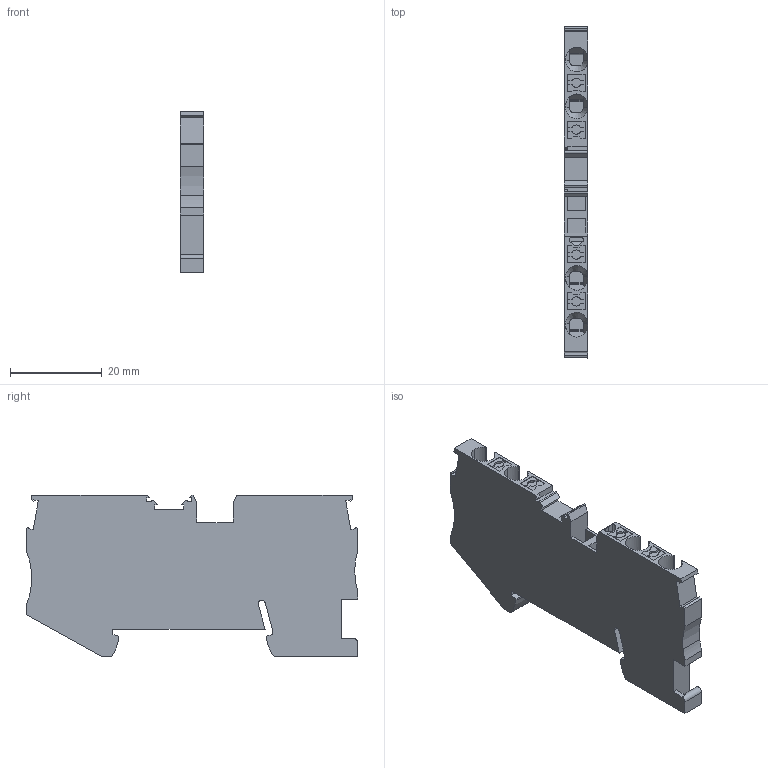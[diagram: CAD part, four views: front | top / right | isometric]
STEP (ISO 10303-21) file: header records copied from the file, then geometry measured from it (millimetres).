
FILE_DESCRIPTION(/* description */ ('Alibre Inc.'),/* implementation_level */ '2;1');
FILE_NAME(/* name */ 'export-A5B9313E-F1C8-45BF-B504-CAAD1AAB9F06',/* time_stamp */ '2020-01-26T10:13:51+01:00',/* author */ (''),/* organization */ (''),/* preprocessor_version */ 'ST-DEVELOPER v17',/* originating_system */ 'Alibre',/* authorisation */ '');
FILE_SCHEMA (('AUTOMOTIVE_DESIGN'));
Length unit declared in the file: millimetre
Bounding box: 5.15 x 72.2 x 35.25 mm (x, y, z)
Volume: 9561.1 mm3; surface area: 6808.7 mm2
Topology: 1 solids, 1 shells, 260 faces, 747 edges, 494 vertices
Faces by surface type: plane 201, cylinder 47, torus 8, cone 4
Entity records: 9110 total; most frequent: CARTESIAN_POINT 2212, ORIENTED_EDGE 1494, DIRECTION 1107, EDGE_CURVE 747, VECTOR 608, LINE 608, VERTEX_POINT 494, AXIS2_PLACEMENT_3D 354
